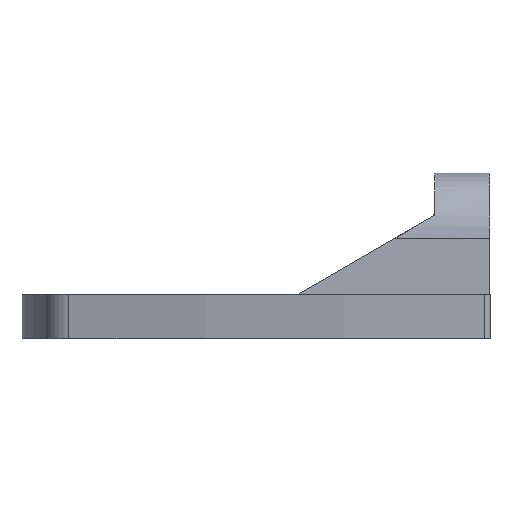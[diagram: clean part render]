
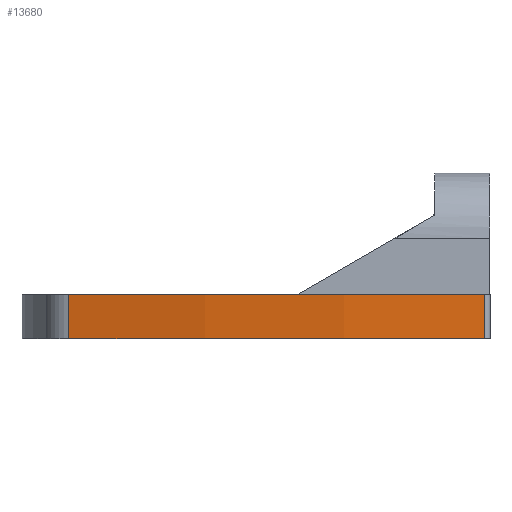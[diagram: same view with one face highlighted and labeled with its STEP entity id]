
A CAD part, left-side view. The second image highlights one B-rep face of the part: STEP entity #13680.
In plain terms, the highlighted cylindrical face has radius 126 mm (diameter 252 mm), a partial arc.
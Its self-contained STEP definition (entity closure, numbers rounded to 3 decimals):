
#7600=CARTESIAN_POINT('',(-0.489,-1.529,-4.));
#7610=VERTEX_POINT('',#7600);
#7640=CARTESIAN_POINT('',(-3.2,-127.5,-4.));
#7650=DIRECTION('',(0.,0.,-1.));
#7660=DIRECTION('',(-1.,0.,0.));
#7670=AXIS2_PLACEMENT_3D('',#7640,#7650,#7660);
#7680=CIRCLE('',#7670,126.);
#7690=CARTESIAN_POINT('',(-38.094,-6.428,-4.));
#7700=VERTEX_POINT('',#7690);
#7710=EDGE_CURVE('',#7700,#7610,#7680,.T.);
#11400=CARTESIAN_POINT('',(-0.489,-1.529,
0.));
#11410=VERTEX_POINT('',#11400);
#11890=CARTESIAN_POINT('',(-38.094,-6.428,0.));
#11900=VERTEX_POINT('',#11890);
#11930=CARTESIAN_POINT('',(-3.2,-127.5,0.));
#11940=DIRECTION('',(0.,0.,-1.));
#11950=DIRECTION('',(-1.,0.,0.));
#11960=AXIS2_PLACEMENT_3D('',#11930,#11940,#11950);
#11970=CIRCLE('',#11960,126.);
#11980=EDGE_CURVE('',#11900,#11410,#11970,.T.);
#13360=CARTESIAN_POINT('',(-0.489,-1.529,
16.695));
#13370=DIRECTION('',(0.,0.,-1.));
#13380=VECTOR('',#13370,1.);
#13390=LINE('',#13360,#13380);
#13400=EDGE_CURVE('',#11410,#7610,#13390,.T.);
#13520=CARTESIAN_POINT('',(-3.2,-127.5,
16.695));
#13530=DIRECTION('',(0.,0.,-1.));
#13540=DIRECTION('',(-1.,0.,0.));
#13550=AXIS2_PLACEMENT_3D('',#13520,#13530,#13540);
#13560=CYLINDRICAL_SURFACE('',#13550,126.);
#13570=ORIENTED_EDGE('',*,*,#7710,.F.);
#13580=ORIENTED_EDGE('',*,*,#13400,.T.);
#13590=ORIENTED_EDGE('',*,*,#11980,.T.);
#13600=CARTESIAN_POINT('',(-38.094,-6.428,
16.695));
#13610=DIRECTION('',(0.,0.,1.));
#13620=VECTOR('',#13610,1.);
#13630=LINE('',#13600,#13620);
#13640=EDGE_CURVE('',#7700,#11900,#13630,.T.);
#13650=ORIENTED_EDGE('',*,*,#13640,.T.);
#13660=EDGE_LOOP('',(#13650,#13590,#13580,#13570));
#13670=FACE_OUTER_BOUND('',#13660,.T.);
#13680=ADVANCED_FACE('',(#13670),#13560,.T.);
